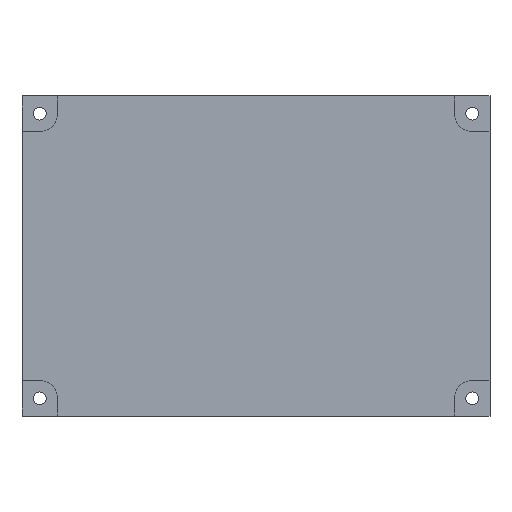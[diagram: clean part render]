
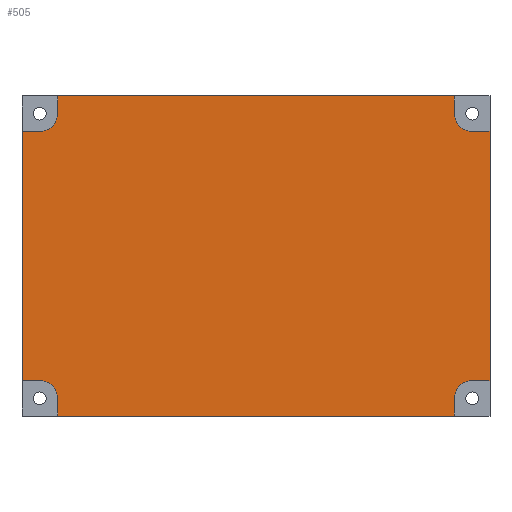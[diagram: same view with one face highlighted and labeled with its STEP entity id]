
A CAD part, top view. The second image highlights one B-rep face of the part: STEP entity #505.
In plain terms, the highlighted planar face has unit normal (0, 0, 1).
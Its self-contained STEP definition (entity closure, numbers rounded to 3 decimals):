
#23=CIRCLE('',#544,5.);
#26=CIRCLE('',#549,5.);
#27=CIRCLE('',#550,5.);
#28=CIRCLE('',#551,5.);
#51=FACE_OUTER_BOUND('',#78,.T.);
#78=EDGE_LOOP('',(#357,#358,#359,#360,#361,#362,#363,#364,#365,#366,#367,
#368,#369,#370,#371,#372));
#107=LINE('',#729,#163);
#111=LINE('',#738,#167);
#117=LINE('',#755,#173);
#118=LINE('',#757,#174);
#119=LINE('',#761,#175);
#120=LINE('',#763,#176);
#121=LINE('',#765,#177);
#122=LINE('',#769,#178);
#123=LINE('',#771,#179);
#124=LINE('',#773,#180);
#125=LINE('',#777,#181);
#126=LINE('',#778,#182);
#163=VECTOR('',#587,10.);
#167=VECTOR('',#593,10.);
#173=VECTOR('',#611,10.);
#174=VECTOR('',#612,10.);
#175=VECTOR('',#615,10.);
#176=VECTOR('',#616,10.);
#177=VECTOR('',#617,10.);
#178=VECTOR('',#620,10.);
#179=VECTOR('',#621,10.);
#180=VECTOR('',#622,10.);
#181=VECTOR('',#625,10.);
#182=VECTOR('',#626,10.);
#219=VERTEX_POINT('',#727);
#220=VERTEX_POINT('',#728);
#223=VERTEX_POINT('',#736);
#224=VERTEX_POINT('',#737);
#229=VERTEX_POINT('',#754);
#230=VERTEX_POINT('',#756);
#231=VERTEX_POINT('',#758);
#232=VERTEX_POINT('',#760);
#233=VERTEX_POINT('',#762);
#234=VERTEX_POINT('',#764);
#235=VERTEX_POINT('',#766);
#236=VERTEX_POINT('',#768);
#237=VERTEX_POINT('',#770);
#238=VERTEX_POINT('',#772);
#239=VERTEX_POINT('',#774);
#240=VERTEX_POINT('',#776);
#267=EDGE_CURVE('',#219,#220,#107,.T.);
#271=EDGE_CURVE('',#223,#224,#111,.T.);
#275=EDGE_CURVE('',#224,#219,#23,.T.);
#280=EDGE_CURVE('',#220,#229,#117,.T.);
#281=EDGE_CURVE('',#229,#230,#118,.T.);
#282=EDGE_CURVE('',#230,#231,#26,.T.);
#283=EDGE_CURVE('',#231,#232,#119,.T.);
#284=EDGE_CURVE('',#232,#233,#120,.T.);
#285=EDGE_CURVE('',#233,#234,#121,.T.);
#286=EDGE_CURVE('',#234,#235,#27,.T.);
#287=EDGE_CURVE('',#235,#236,#122,.T.);
#288=EDGE_CURVE('',#236,#237,#123,.T.);
#289=EDGE_CURVE('',#237,#238,#124,.T.);
#290=EDGE_CURVE('',#238,#239,#28,.T.);
#291=EDGE_CURVE('',#239,#240,#125,.T.);
#292=EDGE_CURVE('',#240,#223,#126,.T.);
#357=ORIENTED_EDGE('',*,*,#271,.T.);
#358=ORIENTED_EDGE('',*,*,#275,.T.);
#359=ORIENTED_EDGE('',*,*,#267,.T.);
#360=ORIENTED_EDGE('',*,*,#280,.T.);
#361=ORIENTED_EDGE('',*,*,#281,.T.);
#362=ORIENTED_EDGE('',*,*,#282,.T.);
#363=ORIENTED_EDGE('',*,*,#283,.T.);
#364=ORIENTED_EDGE('',*,*,#284,.T.);
#365=ORIENTED_EDGE('',*,*,#285,.T.);
#366=ORIENTED_EDGE('',*,*,#286,.T.);
#367=ORIENTED_EDGE('',*,*,#287,.T.);
#368=ORIENTED_EDGE('',*,*,#288,.T.);
#369=ORIENTED_EDGE('',*,*,#289,.T.);
#370=ORIENTED_EDGE('',*,*,#290,.T.);
#371=ORIENTED_EDGE('',*,*,#291,.T.);
#372=ORIENTED_EDGE('',*,*,#292,.T.);
#486=PLANE('',#548);
#505=ADVANCED_FACE('',(#51),#486,.T.);
#544=AXIS2_PLACEMENT_3D('',#745,#599,#600);
#548=AXIS2_PLACEMENT_3D('',#753,#609,#610);
#549=AXIS2_PLACEMENT_3D('',#759,#613,#614);
#550=AXIS2_PLACEMENT_3D('',#767,#618,#619);
#551=AXIS2_PLACEMENT_3D('',#775,#623,#624);
#587=DIRECTION('',(0.,1.,0.));
#593=DIRECTION('',(-1.,0.,0.));
#599=DIRECTION('center_axis',(0.,0.,-1.));
#600=DIRECTION('ref_axis',(-1.,0.,0.));
#609=DIRECTION('center_axis',(0.,0.,1.));
#610=DIRECTION('ref_axis',(1.,0.,0.));
#611=DIRECTION('',(-1.,0.,0.));
#612=DIRECTION('',(0.,-1.,0.));
#613=DIRECTION('center_axis',(0.,0.,-1.));
#614=DIRECTION('ref_axis',(-1.,0.,0.));
#615=DIRECTION('',(-1.,0.,0.));
#616=DIRECTION('',(0.,-1.,0.));
#617=DIRECTION('',(1.,0.,0.));
#618=DIRECTION('center_axis',(0.,0.,-1.));
#619=DIRECTION('ref_axis',(-1.,0.,0.));
#620=DIRECTION('',(0.,-1.,0.));
#621=DIRECTION('',(1.,0.,0.));
#622=DIRECTION('',(0.,1.,0.));
#623=DIRECTION('center_axis',(0.,0.,-1.));
#624=DIRECTION('ref_axis',(-1.,0.,0.));
#625=DIRECTION('',(1.,0.,0.));
#626=DIRECTION('',(0.,1.,0.));
#727=CARTESIAN_POINT('',(116.5,80.,3.));
#728=CARTESIAN_POINT('',(116.5,85.,3.));
#729=CARTESIAN_POINT('',(116.5,62.5,3.));
#736=CARTESIAN_POINT('',(126.5,75.,3.));
#737=CARTESIAN_POINT('',(121.5,75.,3.));
#738=CARTESIAN_POINT('',(91.125,75.,3.));
#745=CARTESIAN_POINT('Origin',(121.5,80.,3.));
#753=CARTESIAN_POINT('Origin',(60.75,40.,3.));
#754=CARTESIAN_POINT('',(5.,85.,3.));
#755=CARTESIAN_POINT('',(126.5,85.,3.));
#756=CARTESIAN_POINT('',(5.,80.,3.));
#757=CARTESIAN_POINT('',(5.,60.,3.));
#758=CARTESIAN_POINT('',(0.,75.,3.));
#759=CARTESIAN_POINT('Origin',(0.,80.,3.));
#760=CARTESIAN_POINT('',(-5.,75.,3.));
#761=CARTESIAN_POINT('',(27.875,75.,3.));
#762=CARTESIAN_POINT('',(-5.,5.,3.));
#763=CARTESIAN_POINT('',(-5.,85.,3.));
#764=CARTESIAN_POINT('',(0.,5.,3.));
#765=CARTESIAN_POINT('',(30.375,5.,3.));
#766=CARTESIAN_POINT('',(5.,0.,3.));
#767=CARTESIAN_POINT('Origin',(0.,0.,3.));
#768=CARTESIAN_POINT('',(5.,-5.,3.));
#769=CARTESIAN_POINT('',(5.,17.5,3.));
#770=CARTESIAN_POINT('',(116.5,-5.,3.));
#771=CARTESIAN_POINT('',(-5.,-5.,3.));
#772=CARTESIAN_POINT('',(116.5,0.,3.));
#773=CARTESIAN_POINT('',(116.5,20.,3.));
#774=CARTESIAN_POINT('',(121.5,5.,3.));
#775=CARTESIAN_POINT('Origin',(121.5,0.,3.));
#776=CARTESIAN_POINT('',(126.5,5.,3.));
#777=CARTESIAN_POINT('',(93.625,5.,3.));
#778=CARTESIAN_POINT('',(126.5,-5.,3.));
